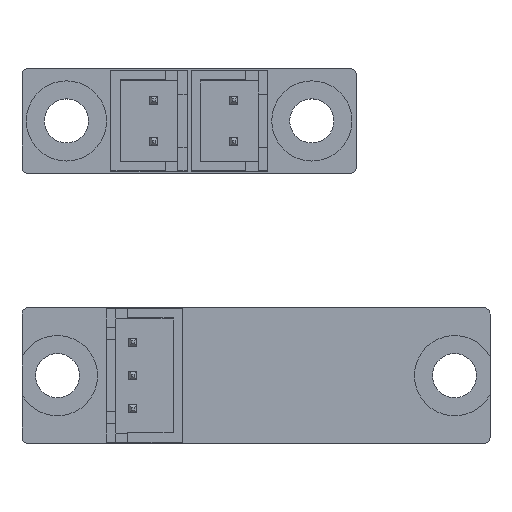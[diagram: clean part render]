
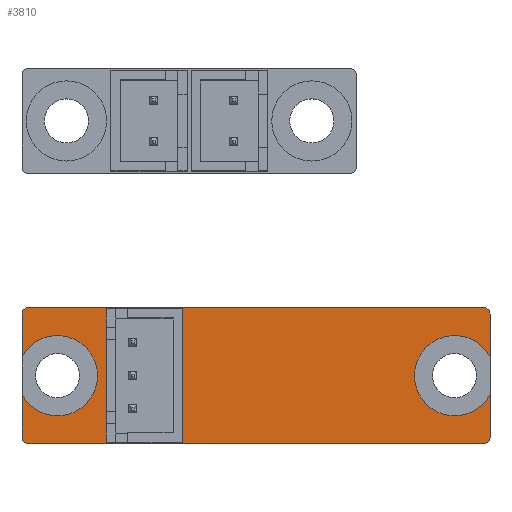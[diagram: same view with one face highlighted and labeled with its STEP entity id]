
A CAD part, top view. The second image highlights one B-rep face of the part: STEP entity #3810.
In plain terms, the highlighted planar face has unit normal (0, 0, 1).
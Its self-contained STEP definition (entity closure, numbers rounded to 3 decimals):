
#236=PLANE('',#4165);
#464=FACE_OUTER_BOUND('',#706,.T.);
#706=EDGE_LOOP('',(#3230,#3231,#3232,#3233,#3234,#3235,#3236,#3237,#3238,
#3239,#3240,#3241));
#1054=LINE('',#5919,#1524);
#1058=LINE('',#5931,#1528);
#1062=LINE('',#5943,#1532);
#1066=LINE('',#5955,#1536);
#1070=LINE('',#5967,#1540);
#1074=LINE('',#5979,#1544);
#1524=VECTOR('',#4852,10.);
#1528=VECTOR('',#4864,10.);
#1532=VECTOR('',#4876,10.);
#1536=VECTOR('',#4888,10.);
#1540=VECTOR('',#4900,10.);
#1544=VECTOR('',#4912,10.);
#1769=CIRCLE('',#4144,3.);
#1771=CIRCLE('',#4148,0.5);
#1773=CIRCLE('',#4152,0.5);
#1775=CIRCLE('',#4156,3.);
#1777=CIRCLE('',#4160,0.5);
#1779=CIRCLE('',#4164,0.5);
#1962=VERTEX_POINT('',#5916);
#1963=VERTEX_POINT('',#5918);
#1965=VERTEX_POINT('',#5924);
#1967=VERTEX_POINT('',#5930);
#1969=VERTEX_POINT('',#5936);
#1971=VERTEX_POINT('',#5942);
#1973=VERTEX_POINT('',#5948);
#1975=VERTEX_POINT('',#5954);
#1977=VERTEX_POINT('',#5960);
#1979=VERTEX_POINT('',#5966);
#1981=VERTEX_POINT('',#5972);
#1983=VERTEX_POINT('',#5978);
#2390=EDGE_CURVE('',#1963,#1962,#1054,.T.);
#2393=EDGE_CURVE('',#1965,#1963,#1769,.T.);
#2396=EDGE_CURVE('',#1967,#1965,#1058,.T.);
#2399=EDGE_CURVE('',#1969,#1967,#1771,.T.);
#2402=EDGE_CURVE('',#1971,#1969,#1062,.T.);
#2405=EDGE_CURVE('',#1973,#1971,#1773,.T.);
#2408=EDGE_CURVE('',#1975,#1973,#1066,.T.);
#2411=EDGE_CURVE('',#1977,#1975,#1775,.T.);
#2414=EDGE_CURVE('',#1979,#1977,#1070,.T.);
#2417=EDGE_CURVE('',#1981,#1979,#1777,.T.);
#2420=EDGE_CURVE('',#1983,#1981,#1074,.T.);
#2423=EDGE_CURVE('',#1962,#1983,#1779,.T.);
#3230=ORIENTED_EDGE('',*,*,#2423,.T.);
#3231=ORIENTED_EDGE('',*,*,#2420,.T.);
#3232=ORIENTED_EDGE('',*,*,#2417,.T.);
#3233=ORIENTED_EDGE('',*,*,#2414,.T.);
#3234=ORIENTED_EDGE('',*,*,#2411,.T.);
#3235=ORIENTED_EDGE('',*,*,#2408,.T.);
#3236=ORIENTED_EDGE('',*,*,#2405,.T.);
#3237=ORIENTED_EDGE('',*,*,#2402,.T.);
#3238=ORIENTED_EDGE('',*,*,#2399,.T.);
#3239=ORIENTED_EDGE('',*,*,#2396,.T.);
#3240=ORIENTED_EDGE('',*,*,#2393,.T.);
#3241=ORIENTED_EDGE('',*,*,#2390,.T.);
#3810=ADVANCED_FACE('',(#464),#236,.T.);
#4144=AXIS2_PLACEMENT_3D('',#5925,#4858,#4859);
#4148=AXIS2_PLACEMENT_3D('',#5937,#4870,#4871);
#4152=AXIS2_PLACEMENT_3D('',#5949,#4882,#4883);
#4156=AXIS2_PLACEMENT_3D('',#5961,#4894,#4895);
#4160=AXIS2_PLACEMENT_3D('',#5973,#4906,#4907);
#4164=AXIS2_PLACEMENT_3D('',#5983,#4918,#4919);
#4165=AXIS2_PLACEMENT_3D('',#5984,#4920,#4921);
#4852=DIRECTION('',(0.,-1.,0.));
#4858=DIRECTION('center_axis',(0.,0.,-1.));
#4859=DIRECTION('ref_axis',(1.,0.,0.));
#4864=DIRECTION('',(0.,-1.,0.));
#4870=DIRECTION('center_axis',(0.,0.,1.));
#4871=DIRECTION('ref_axis',(0.,1.,0.));
#4876=DIRECTION('',(-1.,0.,0.));
#4882=DIRECTION('center_axis',(0.,0.,1.));
#4883=DIRECTION('ref_axis',(1.,0.,0.));
#4888=DIRECTION('',(0.,1.,0.));
#4894=DIRECTION('center_axis',(0.,0.,-1.));
#4895=DIRECTION('ref_axis',(1.,0.,0.));
#4900=DIRECTION('',(0.,1.,0.));
#4906=DIRECTION('center_axis',(0.,0.,1.));
#4907=DIRECTION('ref_axis',(0.,-1.,0.));
#4912=DIRECTION('',(1.,0.,0.));
#4918=DIRECTION('center_axis',(0.,0.,1.));
#4919=DIRECTION('ref_axis',(-1.,0.,0.));
#4920=DIRECTION('center_axis',(0.,0.,1.));
#4921=DIRECTION('ref_axis',(1.,0.,0.));
#5916=CARTESIAN_POINT('',(5.,-14.7,1.5));
#5918=CARTESIAN_POINT('',(5.,-11.506,1.5));
#5919=CARTESIAN_POINT('',(5.,-14.7,1.5));
#5924=CARTESIAN_POINT('',(5.,-8.694,1.5));
#5925=CARTESIAN_POINT('Origin',(7.65,-10.1,1.5));
#5930=CARTESIAN_POINT('',(5.,-5.5,1.5));
#5931=CARTESIAN_POINT('',(5.,-14.7,1.5));
#5936=CARTESIAN_POINT('',(5.5,-5.,1.5));
#5937=CARTESIAN_POINT('Origin',(5.5,-5.5,1.5));
#5942=CARTESIAN_POINT('',(39.5,-5.,1.5));
#5943=CARTESIAN_POINT('',(5.5,-5.,1.5));
#5948=CARTESIAN_POINT('',(40.,-5.5,1.5));
#5949=CARTESIAN_POINT('Origin',(39.5,-5.5,1.5));
#5954=CARTESIAN_POINT('',(40.,-8.694,1.5));
#5955=CARTESIAN_POINT('',(40.,-5.5,1.5));
#5960=CARTESIAN_POINT('',(40.,-11.506,1.5));
#5961=CARTESIAN_POINT('Origin',(37.35,-10.1,1.5));
#5966=CARTESIAN_POINT('',(40.,-14.7,1.5));
#5967=CARTESIAN_POINT('',(40.,-5.5,1.5));
#5972=CARTESIAN_POINT('',(39.5,-15.2,1.5));
#5973=CARTESIAN_POINT('Origin',(39.5,-14.7,1.5));
#5978=CARTESIAN_POINT('',(5.5,-15.2,1.5));
#5979=CARTESIAN_POINT('',(39.5,-15.2,1.5));
#5983=CARTESIAN_POINT('Origin',(5.5,-14.7,1.5));
#5984=CARTESIAN_POINT('Origin',(22.5,-10.1,1.5));
